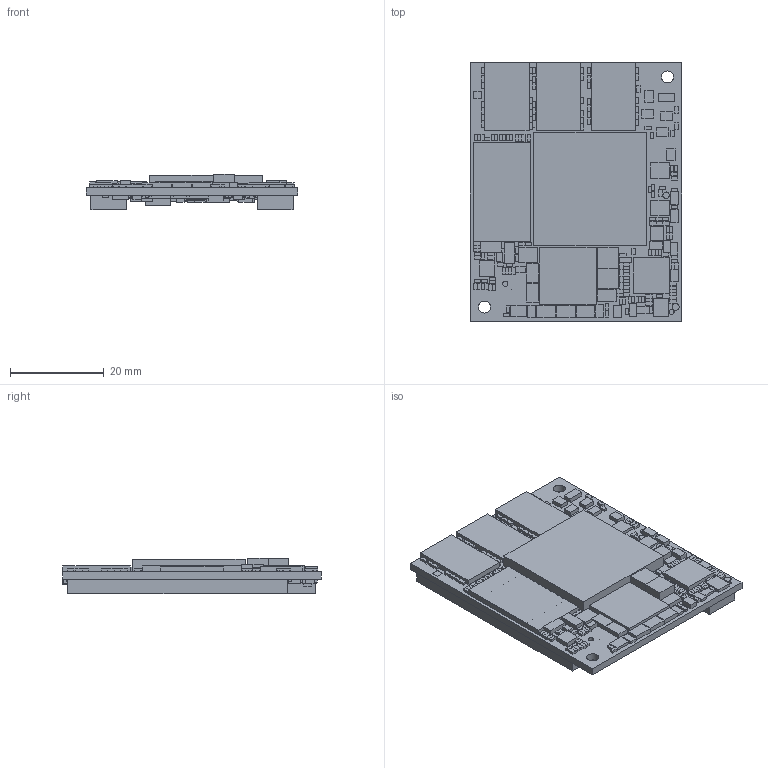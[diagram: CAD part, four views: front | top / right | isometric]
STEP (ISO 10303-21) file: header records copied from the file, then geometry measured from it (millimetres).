
FILE_DESCRIPTION(('FreeCAD Model'),'2;1');
FILE_NAME('1428-3.step','2017-04-25T07:20:37', ('FreeCAD'),('FreeCAD'),'Open CASCADE STEP processor 6.3','FreeCAD', 'Unknown');
FILE_SCHEMA(('AUTOMOTIVE_DESIGN_CC2 { 1 2 10303 214 -1 1 5 4 }'));
Length unit declared in the file: millimetre
Products named in the file (693): Board_outline; C1; C10; C100; C101; C102; C103; C104; C105; C106; C107; C108; C109; C11; C110; C111; C112; C113; C114; C115; C116; C117; C118; C119; C12; C120; C121; C122; C123; C124; C125; C126; C127; C128; C129; C13; C130; C131; C132; C133 ...
Bounding box: 45 x 55 x 7.46 mm (x, y, z)
Volume: 10159.2 mm3; surface area: 16554.1 mm2
Topology: 693 solids, 693 shells, 4111 faces, 8175 edges, 5450 vertices
Faces by surface type: plane 4054, cylinder 57
Full cylindrical faces by diameter (mm): 1.1 x3, 2.55 x2
Entity records: 222862 total; most frequent: CARTESIAN_POINT 34459, DIRECTION 32801, LINE 24297, VECTOR 24297, ORIENTED_EDGE 16350, PCURVE 16350, DEFINITIONAL_REPRESENTATION 16350, EDGE_CURVE 8175
